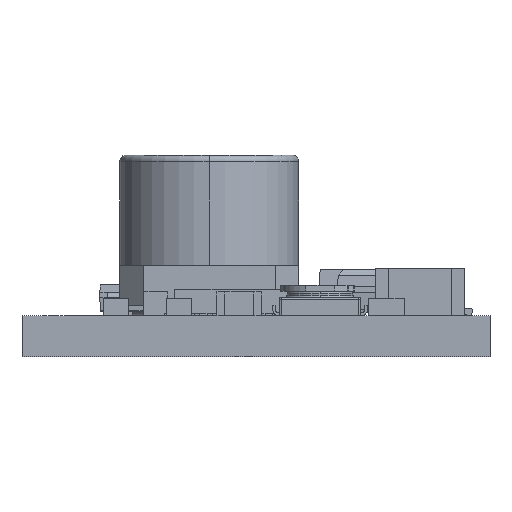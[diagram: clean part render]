
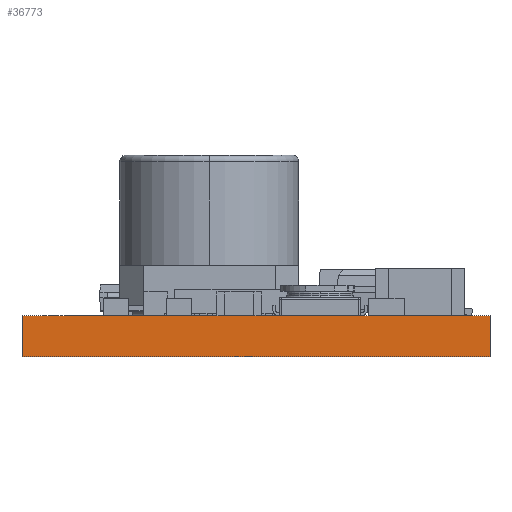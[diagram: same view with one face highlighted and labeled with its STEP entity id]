
A CAD part, front view. The second image highlights one B-rep face of the part: STEP entity #36773.
In plain terms, the highlighted planar face has unit normal (0, -1, 0).
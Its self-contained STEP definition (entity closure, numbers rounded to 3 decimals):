
#1503 = DIRECTION ( 'NONE',  ( 0., 0., -1. ) ) ;
#4066 = VERTEX_POINT ( 'NONE', #60055 ) ;
#6448 = DIRECTION ( 'NONE',  ( 0., 1., 0. ) ) ;
#7649 = EDGE_CURVE ( 'NONE', #15571, #4066, #16221, .T. ) ;
#8109 = EDGE_CURVE ( 'NONE', #4066, #52067, #39426, .T. ) ;
#12874 = DIRECTION ( 'NONE',  ( 1., 0., 0. ) ) ;
#13353 = VECTOR ( 'NONE', #30152, 1000. ) ;
#15523 = CARTESIAN_POINT ( 'NONE',  ( 0., 0., 1.57 ) ) ;
#15571 = VERTEX_POINT ( 'NONE', #36592 ) ;
#16221 = LINE ( 'NONE', #48790, #58290 ) ;
#16351 = ORIENTED_EDGE ( 'NONE', *, *, #8109, .F. ) ;
#18084 = VERTEX_POINT ( 'NONE', #24636 ) ;
#18823 = ORIENTED_EDGE ( 'NONE', *, *, #23438, .T. ) ;
#20148 = LINE ( 'NONE', #46757, #25395 ) ;
#20221 = CARTESIAN_POINT ( 'NONE',  ( 17.78, 0., 1.57 ) ) ;
#20408 = FACE_OUTER_BOUND ( 'NONE', #33693, .T. ) ;
#23170 = EDGE_CURVE ( 'NONE', #18084, #52067, #20148, .T. ) ;
#23438 = EDGE_CURVE ( 'NONE', #15571, #18084, #27700, .T. ) ;
#24636 = CARTESIAN_POINT ( 'NONE',  ( 0., 0., 0. ) ) ;
#25395 = VECTOR ( 'NONE', #12874, 1000. ) ;
#25547 = DIRECTION ( 'NONE',  ( 0., 0., 1. ) ) ;
#27700 = LINE ( 'NONE', #29942, #13353 ) ;
#29942 = CARTESIAN_POINT ( 'NONE',  ( 0., 0., 1.57 ) ) ;
#30152 = DIRECTION ( 'NONE',  ( 0., 0., -1. ) ) ;
#33693 = EDGE_LOOP ( 'NONE', ( #60223, #16351, #41609, #18823 ) ) ;
#34115 = DIRECTION ( 'NONE',  ( 1., 0., 0. ) ) ;
#36592 = CARTESIAN_POINT ( 'NONE',  ( 0., 0., 1.57 ) ) ;
#36773 = ADVANCED_FACE ( 'NONE', ( #20408 ), #58943, .F. ) ;
#39184 = AXIS2_PLACEMENT_3D ( 'NONE', #15523, #6448, #25547 ) ;
#39426 = LINE ( 'NONE', #20221, #49982 ) ;
#41609 = ORIENTED_EDGE ( 'NONE', *, *, #7649, .F. ) ;
#46757 = CARTESIAN_POINT ( 'NONE',  ( 0., 0., 0. ) ) ;
#48790 = CARTESIAN_POINT ( 'NONE',  ( 0., 0., 1.57 ) ) ;
#49982 = VECTOR ( 'NONE', #1503, 1000. ) ;
#52067 = VERTEX_POINT ( 'NONE', #60528 ) ;
#58290 = VECTOR ( 'NONE', #34115, 1000. ) ;
#58943 = PLANE ( 'NONE',  #39184 ) ;
#60055 = CARTESIAN_POINT ( 'NONE',  ( 17.78, 0., 1.57 ) ) ;
#60223 = ORIENTED_EDGE ( 'NONE', *, *, #23170, .T. ) ;
#60528 = CARTESIAN_POINT ( 'NONE',  ( 17.78, 0., 0. ) ) ;
